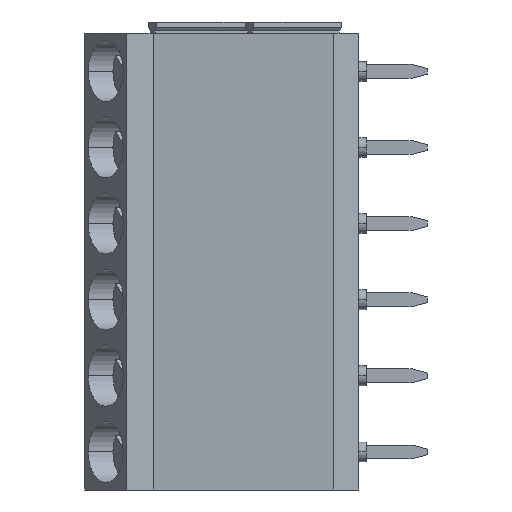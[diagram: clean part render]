
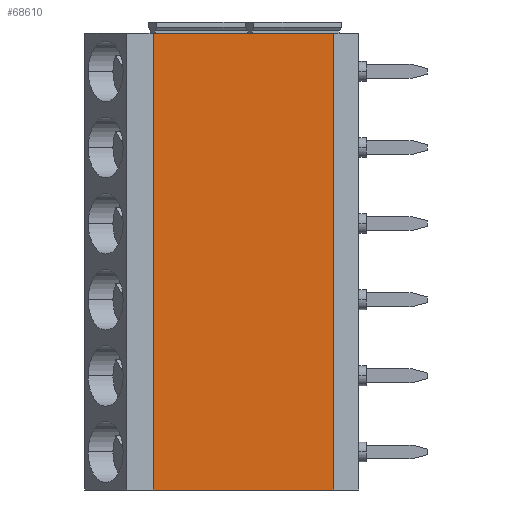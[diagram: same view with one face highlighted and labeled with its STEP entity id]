
A CAD part, left-side view. The second image highlights one B-rep face of the part: STEP entity #68610.
In plain terms, the highlighted planar face has unit normal (-1, 0, 0).
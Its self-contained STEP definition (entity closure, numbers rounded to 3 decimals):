
#21220=CARTESIAN_POINT('',(-56.471,
   11.804,2.5));
#21230=VERTEX_POINT('',#21220);
#21260=CARTESIAN_POINT('',(-56.471,
   11.804,2.5));
#21270=DIRECTION('',(0.,1.,
   0.));
#21280=VECTOR('',#21270,1.);
#21290=LINE('',#21260,#21280);
#21300=CARTESIAN_POINT('',(-56.471,
   23.677,2.5));
#21310=VERTEX_POINT('',#21300);
#21320=EDGE_CURVE('',#21230,#21310,#21290,.T.);
#68310=CARTESIAN_POINT('',(-56.471,
   11.804,-20.));
#68320=DIRECTION('',(-1.,0.,
   0.));
#68330=DIRECTION('',(0.,1.,
   0.));
#68340=AXIS2_PLACEMENT_3D('',#68310,#68320,#68330);
#68350=PLANE('',#68340);
#68360=CARTESIAN_POINT('',(-56.471,
   0.,-27.5));
#68370=DIRECTION('',(0.,1.,
   0.));
#68380=VECTOR('',#68370,1.);
#68390=LINE('',#68360,#68380);
#68400=CARTESIAN_POINT('',(-56.471,
   11.804,-27.5));
#68410=VERTEX_POINT('',#68400);
#68420=CARTESIAN_POINT('',(-56.471,
   23.677,-27.5));
#68430=VERTEX_POINT('',#68420);
#68440=EDGE_CURVE('',#68410,#68430,#68390,.T.);
#68450=ORIENTED_EDGE('',*,*,#68440,.F.);
#68460=CARTESIAN_POINT('',(-56.471,
   23.677,-20.));
#68470=DIRECTION('',(0.,0.,
   1.));
#68480=VECTOR('',#68470,1.);
#68490=LINE('',#68460,#68480);
#68500=EDGE_CURVE('',#68430,#21310,#68490,.T.);
#68510=ORIENTED_EDGE('',*,*,#68500,.F.);
#68520=ORIENTED_EDGE('',*,*,#21320,.T.);
#68530=CARTESIAN_POINT('',(-56.471,
   11.804,-20.));
#68540=DIRECTION('',(0.,0.,
   -1.));
#68550=VECTOR('',#68540,1.);
#68560=LINE('',#68530,#68550);
#68570=EDGE_CURVE('',#21230,#68410,#68560,.T.);
#68580=ORIENTED_EDGE('',*,*,#68570,.F.);
#68590=EDGE_LOOP('',(#68580,#68520,#68510,#68450));
#68600=FACE_OUTER_BOUND('',#68590,.T.);
#68610=ADVANCED_FACE('',(#68600),#68350,.T.);
